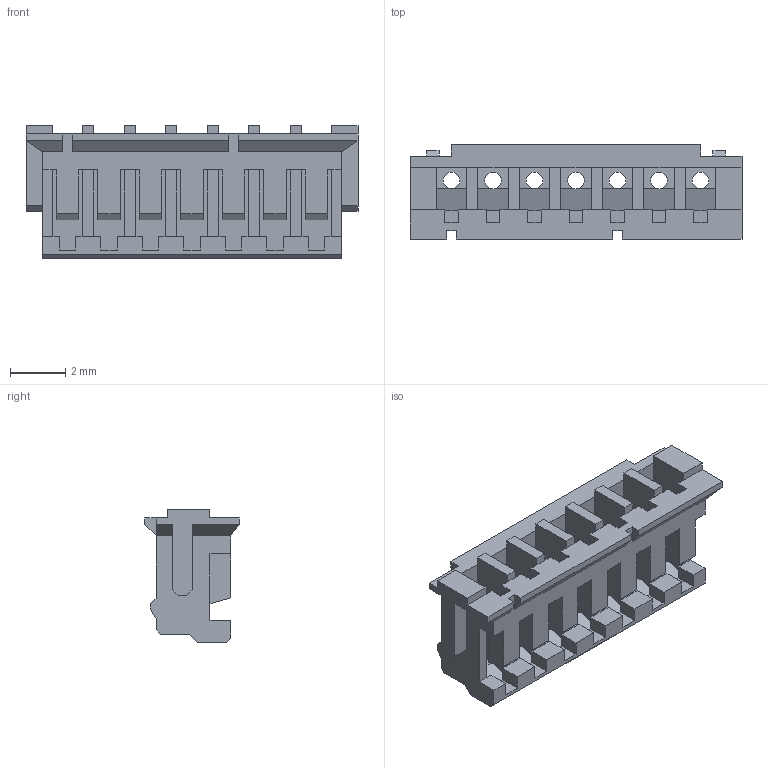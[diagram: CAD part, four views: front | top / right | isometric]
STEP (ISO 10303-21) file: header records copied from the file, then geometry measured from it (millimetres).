
FILE_DESCRIPTION(/* description */ ('Unknown'),/* implementation_level */ '2;1');
FILE_NAME(/* name */ '648007113322',/* time_stamp */ '2023-03-22T15:44:12+01:00',/* author */ ('Unknown'),/* organization */ ('Unknown'),/* preprocessor_version */ 'ST-DEVELOPER v18.102',/* originating_system */ 'Solid Edge',/* authorisation */ 'Unknown');
FILE_SCHEMA (('AUTOMOTIVE_DESIGN {1 0 10303 214 3 1 1}'));
Length unit declared in the file: millimetre
Products named in the file (2): 6480xx113322; 648007113322
Assembly tree (1 placements, depth 2):
  6480xx113322
    648007113322
Bounding box: 12 x 3.4 x 4.8 mm (x, y, z)
Volume: 68.5 mm3; surface area: 389.3 mm2
Topology: 1 solids, 1 shells, 231 faces, 669 edges, 419 vertices
Faces by surface type: plane 224, cylinder 7
Full cylindrical faces by diameter (mm): 0.6 x7
Entity records: 7356 total; most frequent: ORIENTED_EDGE 1310, CARTESIAN_POINT 1300, DIRECTION 1135, EDGE_CURVE 655, LINE 641, VECTOR 641, VERTEX_POINT 412, AXIS2_PLACEMENT_3D 247
